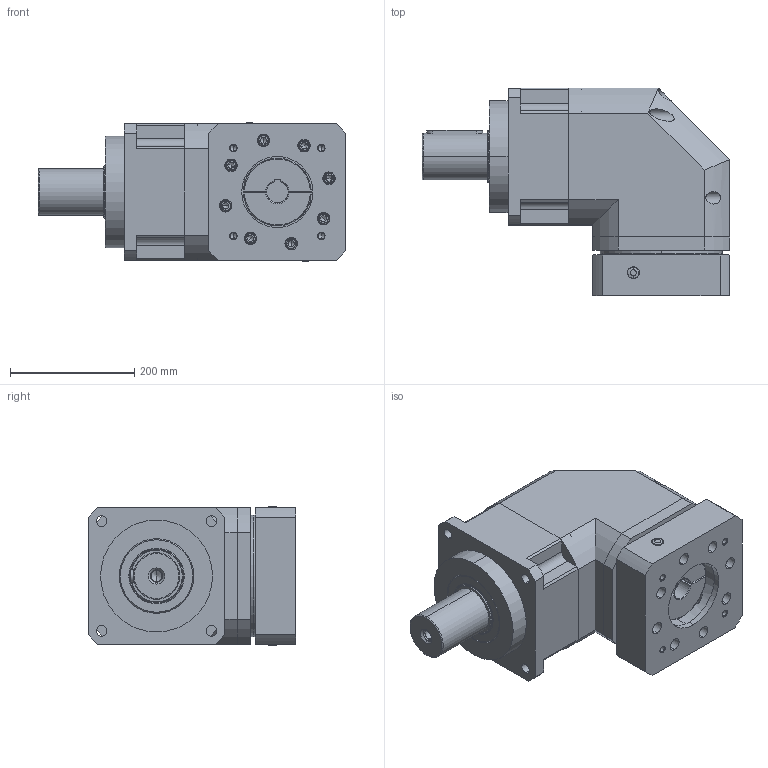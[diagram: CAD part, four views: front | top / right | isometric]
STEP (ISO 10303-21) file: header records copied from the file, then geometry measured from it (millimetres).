
FILE_DESCRIPTION (( 'STEP AP203' ), '1' );
FILE_NAME ('PHFZ220-L1-35-114.3-200-M12(入力带键槽).STEP', '2020-06-27T06:57:19', ( 'ylmfeng' ), ( 'ylmfeng.com' ), 'SwSTEP 2.0', 'SolidWorks 2014', '' );
FILE_SCHEMA (( 'CONFIG_CONTROL_DESIGN' ));
Length unit declared in the file: millimetre
Products named in the file (1): PHFZ220-L1-35-114.3-200-M12(入力带键槽)
Bounding box: 494.5 x 334 x 223 mm (x, y, z)
Volume: 19982508.3 mm3; surface area: 1025459.5 mm2
Topology: 34 solids, 34 shells, 879 faces, 2006 edges, 1211 vertices
Faces by surface type: plane 462, cylinder 244, cone 94, torus 75, bspline 4
Entity records: 26160 total; most frequent: CARTESIAN_POINT 6086, DIRECTION 4427, ORIENTED_EDGE 3904, EDGE_CURVE 1952, AXIS2_PLACEMENT_3D 1666, VERTEX_POINT 1211, VECTOR 1095, LINE 1095
